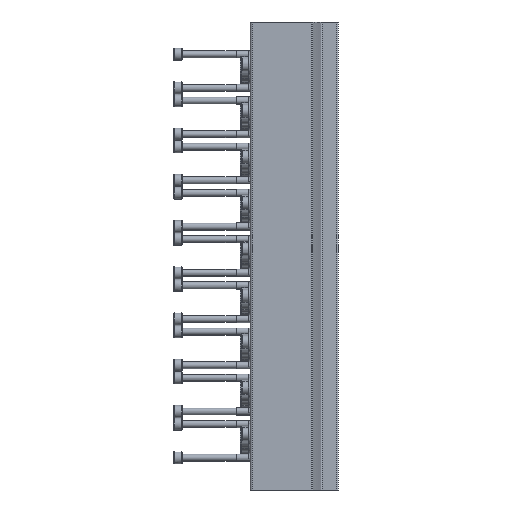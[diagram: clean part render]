
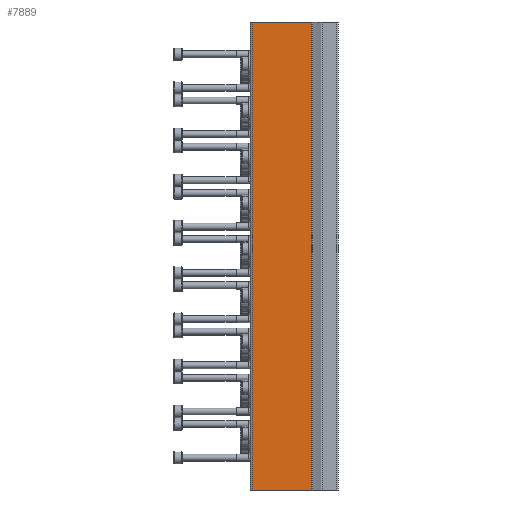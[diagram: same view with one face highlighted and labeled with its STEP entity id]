
A CAD part, left-side view. The second image highlights one B-rep face of the part: STEP entity #7889.
In plain terms, the highlighted planar face has unit normal (-1, 0, 0).
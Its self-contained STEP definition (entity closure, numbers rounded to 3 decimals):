
#365=PLANE('',#8480);
#1207=ORIENTED_EDGE('',*,*,#3247,.F.);
#1208=ORIENTED_EDGE('',*,*,#3246,.F.);
#1209=ORIENTED_EDGE('',*,*,#3248,.T.);
#1210=ORIENTED_EDGE('',*,*,#3249,.T.);
#3246=EDGE_CURVE('',#4266,#4264,#4993,.T.);
#3247=EDGE_CURVE('',#4264,#4267,#4994,.T.);
#3248=EDGE_CURVE('',#4266,#4268,#4995,.T.);
#3249=EDGE_CURVE('',#4268,#4267,#4996,.T.);
#4264=VERTEX_POINT('',#12754);
#4266=VERTEX_POINT('',#12758);
#4267=VERTEX_POINT('',#12762);
#4268=VERTEX_POINT('',#12764);
#4993=LINE('',#12759,#5507);
#4994=LINE('',#12761,#5508);
#4995=LINE('',#12763,#5509);
#4996=LINE('',#12765,#5510);
#5507=VECTOR('',#9528,1000.);
#5508=VECTOR('',#9531,1000.);
#5509=VECTOR('',#9532,1000.);
#5510=VECTOR('',#9533,1000.);
#6040=EDGE_LOOP('',(#1207,#1208,#1209,#1210));
#6898=FACE_BOUND('',#6040,.T.);
#7889=ADVANCED_FACE('',(#6898),#365,.T.);
#8480=AXIS2_PLACEMENT_3D('',#12760,#9529,#9530);
#9528=DIRECTION('',(0.,0.,1.));
#9529=DIRECTION('',(-1.,0.,0.));
#9530=DIRECTION('',(0.,0.,1.));
#9531=DIRECTION('',(0.,-1.,0.));
#9532=DIRECTION('',(0.,-1.,0.));
#9533=DIRECTION('',(0.,0.,1.));
#12754=CARTESIAN_POINT('',(-72.,59.5,0.));
#12758=CARTESIAN_POINT('',(-72.,59.5,-324.));
#12759=CARTESIAN_POINT('',(-72.,59.5,-324.));
#12760=CARTESIAN_POINT('',(-72.,59.5,-324.));
#12761=CARTESIAN_POINT('',(-72.,59.5,0.));
#12762=CARTESIAN_POINT('',(-72.,18.514,0.));
#12763=CARTESIAN_POINT('',(-72.,59.5,-324.));
#12764=CARTESIAN_POINT('',(-72.,18.514,-324.));
#12765=CARTESIAN_POINT('',(-72.,18.514,-324.));
